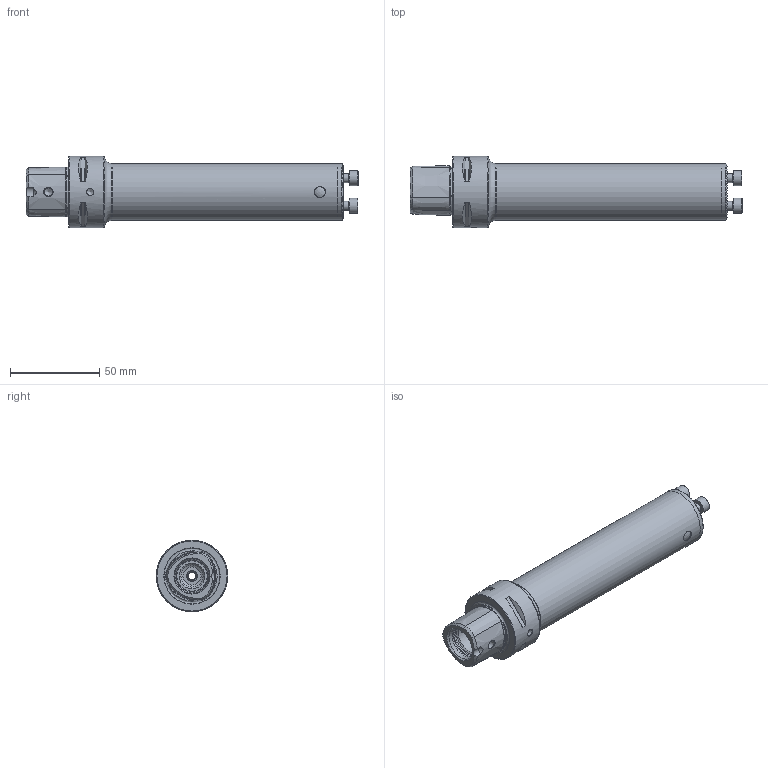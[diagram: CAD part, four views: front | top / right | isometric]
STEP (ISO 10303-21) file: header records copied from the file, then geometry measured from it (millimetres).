
FILE_DESCRIPTION (( 'STEP AP214' ), '1' );
FILE_NAME ('PS4.WK2.WD3.189.STEP', '2022-06-14T07:10:16', ( '' ), ( '' ), 'SwSTEP 2.0', 'SolidWorks 2017', '' );
FILE_SCHEMA (( 'AUTOMOTIVE_DESIGN' ));
Length unit declared in the file: millimetre
Products named in the file (12): DIN 3771 - 6x1; WD3-ER1.011.082_A; ISO 4762 - M5 x 14; WD3-BG1.027.100; WD3-WK2.032.003_A; WD3-ER1.027.019_A; DIN 3771 - 23x2; PS4.WK2.WD3.189; DIN 3771 - 13x4; DIN 6325_ø6x12-m6_2x6; PS4-WD3.100.151_A_mit Stiftbohrung; WD3-ER1.026.087_A
Assembly tree (17 placements, depth 3):
  PS4.WK2.WD3.189
    PS4-WD3.100.151_A_mit Stiftbohrung
    WD3-BG1.027.100
      WD3-ER1.011.082_A
      WD3-ER1.027.019_A  x2
      DIN 3771 - 13x4  x2
      DIN 3771 - 23x2  x2
      WD3-ER1.026.087_A
    WD3-WK2.032.003_A
    DIN 6325_ø6x12-m6_2x6  x2
    ISO 4762 - M5 x 14  x3
    DIN 3771 - 6x1
Bounding box: 186.4 x 40 x 40 mm (x, y, z)
Volume: 129723 mm3; surface area: 62100.8 mm2
Topology: 16 solids, 16 shells, 499 faces, 1227 edges, 769 vertices
Faces by surface type: plane 236, cylinder 110, cone 102, torus 47, sphere 4
Full cylindrical faces by diameter (mm): 4 x1, 4.2 x5, 4.6 x2, 5 x3, 6 x8, 6.8 x1, 7 x2, 7.4 x1, 8 x2, 8.2 x2, 8.5 x5, 10.2 x1, 11 x1, 12 x1, 12.5 x1, 13 x2, 14 x2, 18 x2, 20 x1, 21 x2, 23.8 x2, 26 x1, 26.7 x1, 27 x5, 27.2 x2, 32 x2, 40 x1
Entity records: 14504 total; most frequent: CARTESIAN_POINT 4889, ORIENTED_EDGE 1814, DIRECTION 1732, EDGE_CURVE 907, AXIS2_PLACEMENT_3D 738, VERTEX_POINT 645, EDGE_LOOP 578, FACE_OUTER_BOUND 486
